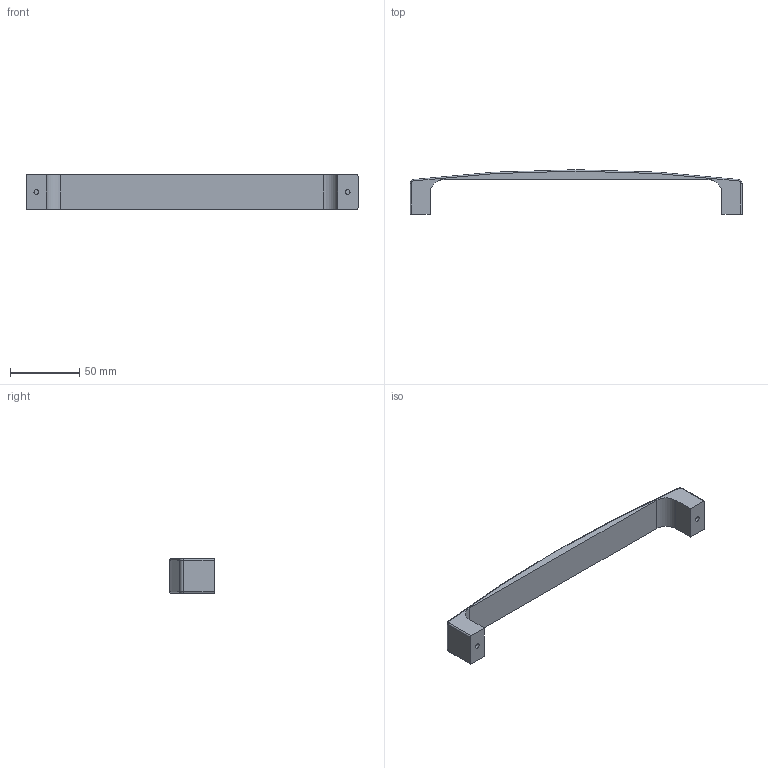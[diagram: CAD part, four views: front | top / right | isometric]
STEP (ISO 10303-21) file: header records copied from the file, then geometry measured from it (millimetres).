
FILE_DESCRIPTION (( 'STEP AP214' ), '1' );
FILE_NAME ('Uchytka TOWADA 224_157195 a 157198_3D.STEP', '2019-12-12T12:28:45', ( '' ), ( '' ), 'SwSTEP 2.0', 'SolidWorks 2019', '' );
FILE_SCHEMA (( 'AUTOMOTIVE_DESIGN' ));
Length unit declared in the file: millimetre
Products named in the file (1): Uchytka TOWADA 224_157195 a 157198_3D
Bounding box: 239 x 32 x 25 mm (x, y, z)
Volume: 46075.5 mm3; surface area: 17869.5 mm2
Topology: 1 solids, 1 shells, 28 faces, 64 edges, 40 vertices
Faces by surface type: cylinder 11, plane 11, torus 6
Full cylindrical faces by diameter (mm): 3.5 x2
Entity records: 820 total; most frequent: DIRECTION 152, CARTESIAN_POINT 131, ORIENTED_EDGE 124, EDGE_CURVE 62, AXIS2_PLACEMENT_3D 61, VERTEX_POINT 40, EDGE_LOOP 32, CIRCLE 32
